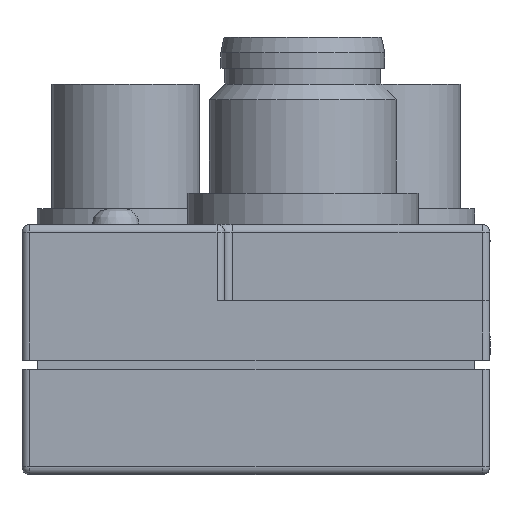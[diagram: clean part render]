
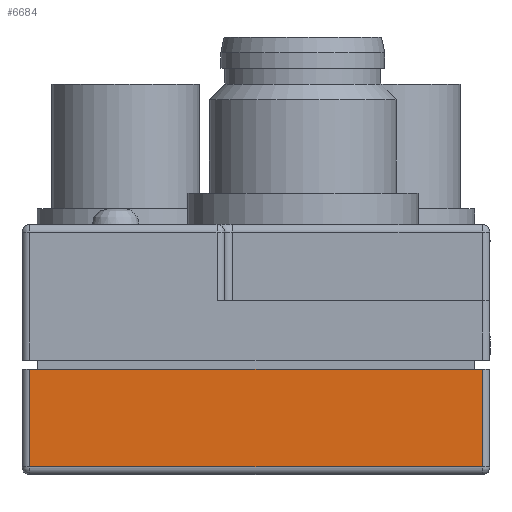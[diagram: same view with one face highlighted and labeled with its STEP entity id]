
A CAD part, front view. The second image highlights one B-rep face of the part: STEP entity #6684.
In plain terms, the highlighted planar face has unit normal (0, -1, 0).
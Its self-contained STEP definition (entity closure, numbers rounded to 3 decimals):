
#6409=CARTESIAN_POINT('',(29.5,0.0,-6.85));
#6410=VERTEX_POINT('',#6409);
#6453=CARTESIAN_POINT('',(0.5,0.0,-6.85));
#6454=VERTEX_POINT('',#6453);
#6478=CARTESIAN_POINT('',(29.5,0.0,-6.85));
#6479=DIRECTION('',(-1.0,0.0,0.0));
#6480=VECTOR('',#6479,29.0);
#6481=LINE('',#6478,#6480);
#6482=EDGE_CURVE('',#6410,#6454,#6481,.T.);
#6499=CARTESIAN_POINT('',(0.5,0.0,-0.6));
#6500=VERTEX_POINT('',#6499);
#6517=CARTESIAN_POINT('',(0.5,0.0,-6.85));
#6518=DIRECTION('',(0.0,0.0,1.0));
#6519=VECTOR('',#6518,6.25);
#6520=LINE('',#6517,#6519);
#6521=EDGE_CURVE('',#6454,#6500,#6520,.T.);
#6555=CARTESIAN_POINT('',(29.5,0.0,-0.6));
#6556=VERTEX_POINT('',#6555);
#6564=CARTESIAN_POINT('',(29.5,0.0,-0.6));
#6565=DIRECTION('',(0.0,0.0,-1.0));
#6566=VECTOR('',#6565,6.25);
#6567=LINE('',#6564,#6566);
#6568=EDGE_CURVE('',#6556,#6410,#6567,.T.);
#6668=CARTESIAN_POINT('',(0.0,0.0,-0.6));
#6669=DIRECTION('',(0.0,-1.0,0.0));
#6670=DIRECTION('',(0.0,0.0,-1.0));
#6671=AXIS2_PLACEMENT_3D('',#6668,#6669,#6670);
#6672=PLANE('',#6671);
#6673=ORIENTED_EDGE('',*,*,#6521,.F.);
#6674=ORIENTED_EDGE('',*,*,#6482,.F.);
#6675=ORIENTED_EDGE('',*,*,#6568,.F.);
#6676=CARTESIAN_POINT('',(29.5,0.0,-0.6));
#6677=DIRECTION('',(-1.0,0.0,0.0));
#6678=VECTOR('',#6677,29.);
#6679=LINE('',#6676,#6678);
#6680=EDGE_CURVE('',#6556,#6500,#6679,.T.);
#6681=ORIENTED_EDGE('',*,*,#6680,.T.);
#6682=EDGE_LOOP('',(#6673,#6674,#6675,#6681));
#6683=FACE_OUTER_BOUND('',#6682,.T.);
#6684=ADVANCED_FACE('',(#6683),#6672,.T.);
